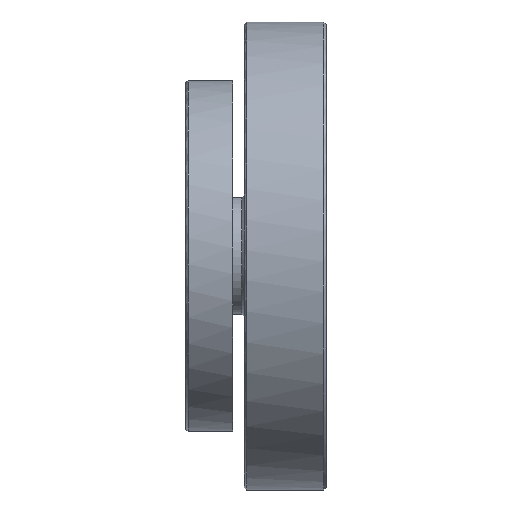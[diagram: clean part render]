
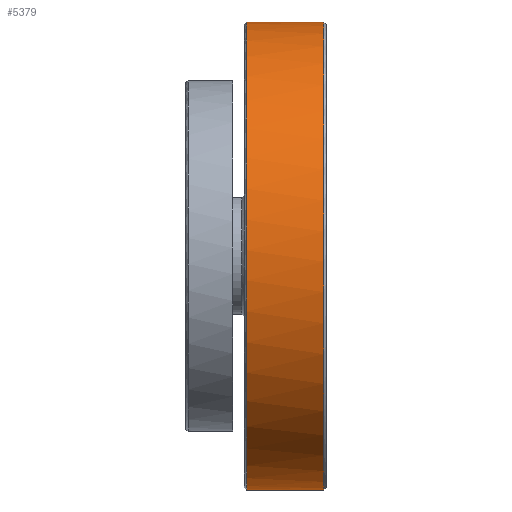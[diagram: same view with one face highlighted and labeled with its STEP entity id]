
A CAD part, left-side view. The second image highlights one B-rep face of the part: STEP entity #5379.
In plain terms, the highlighted free-form (B-spline) face has degree [2, 1] with [5, 2] control points.
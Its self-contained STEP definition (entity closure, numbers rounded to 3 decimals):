
#189 = VERTEX_POINT('',#190);
#190 = CARTESIAN_POINT('',(0.,-3.064,
    -10.566));
#196 = VERTEX_POINT('',#197);
#197 = CARTESIAN_POINT('',(0.,-3.064,10.566));
#237 = VERTEX_POINT('',#238);
#238 = CARTESIAN_POINT('',(0.,0.423,10.566));
#244 = VERTEX_POINT('',#245);
#245 = CARTESIAN_POINT('',(0.,0.423,
    -10.566));
#5358 = EDGE_CURVE('',#189,#244,#5359,.T.);
#5359 = B_SPLINE_CURVE_WITH_KNOTS('',1,(#5360,#5361),.UNSPECIFIED.,.F.,
  .F.,(2,2),(-5.9,-2.6),.PIECEWISE_BEZIER_KNOTS.);
#5360 = CARTESIAN_POINT('',(0.,-3.064,
    -10.566));
#5361 = CARTESIAN_POINT('',(0.,0.423,
    -10.566));
#5364 = EDGE_CURVE('',#196,#237,#5365,.T.);
#5365 = B_SPLINE_CURVE_WITH_KNOTS('',1,(#5366,#5367),.UNSPECIFIED.,.F.,
  .F.,(2,2),(-5.9,-2.6),.PIECEWISE_BEZIER_KNOTS.);
#5366 = CARTESIAN_POINT('',(0.,-3.064,10.566));
#5367 = CARTESIAN_POINT('',(0.,0.423,10.566));
#5379 = ADVANCED_FACE('',(#5380),#5400,.T.);
#5380 = FACE_BOUND('',#5381,.T.);
#5381 = EDGE_LOOP('',(#5382,#5383,#5391,#5392));
#5382 = ORIENTED_EDGE('',*,*,#5358,.F.);
#5383 = ORIENTED_EDGE('',*,*,#5384,.T.);
#5384 = EDGE_CURVE('',#189,#196,#5385,.T.);
#5385 = ( BOUNDED_CURVE() B_SPLINE_CURVE(2,(#5386,#5387,#5388,#5389,
#5390),.UNSPECIFIED.,.F.,.F.) B_SPLINE_CURVE_WITH_KNOTS((3,2,3),(0.,
1.571,3.142),.PIECEWISE_BEZIER_KNOTS.) CURVE() 
GEOMETRIC_REPRESENTATION_ITEM() RATIONAL_B_SPLINE_CURVE((1.,
0.707,1.,0.707,1.)) REPRESENTATION_ITEM('') );
#5386 = CARTESIAN_POINT('',(0.,-3.064,-10.566));
#5387 = CARTESIAN_POINT('',(-10.566,-3.064,
    -10.566));
#5388 = CARTESIAN_POINT('',(-10.566,-3.064,
    0.));
#5389 = CARTESIAN_POINT('',(-10.566,-3.064,
    10.566));
#5390 = CARTESIAN_POINT('',(0.,-3.064,
    10.566));
#5391 = ORIENTED_EDGE('',*,*,#5364,.T.);
#5392 = ORIENTED_EDGE('',*,*,#5393,.T.);
#5393 = EDGE_CURVE('',#237,#244,#5394,.T.);
#5394 = ( BOUNDED_CURVE() B_SPLINE_CURVE(2,(#5395,#5396,#5397,#5398,
#5399),.UNSPECIFIED.,.F.,.F.) B_SPLINE_CURVE_WITH_KNOTS((3,2,3),(0.,
1.571,3.142),.PIECEWISE_BEZIER_KNOTS.) CURVE() 
GEOMETRIC_REPRESENTATION_ITEM() RATIONAL_B_SPLINE_CURVE((1.,
0.707,1.,0.707,1.)) REPRESENTATION_ITEM('') );
#5395 = CARTESIAN_POINT('',(0.,0.423,10.566));
#5396 = CARTESIAN_POINT('',(-10.566,0.423,
    10.566));
#5397 = CARTESIAN_POINT('',(-10.566,0.423,
    0.));
#5398 = CARTESIAN_POINT('',(-10.566,0.423,
    -10.566));
#5399 = CARTESIAN_POINT('',(0.,0.423,
    -10.566));
#5400 = ( BOUNDED_SURFACE() B_SPLINE_SURFACE(2,1,(
    (#5401,#5402)
    ,(#5403,#5404)
    ,(#5405,#5406)
    ,(#5407,#5408)
    ,(#5409,#5410
)),.UNSPECIFIED.,.F.,.F.,.F.) B_SPLINE_SURFACE_WITH_KNOTS((3,2,3),(2,2),
  (3.142,4.712,6.283),(-5.9,-2.6),
.PIECEWISE_BEZIER_KNOTS.) GEOMETRIC_REPRESENTATION_ITEM() 
RATIONAL_B_SPLINE_SURFACE((
    (1.,1.)
    ,(0.707,0.707)
    ,(1.,1.)
    ,(0.707,0.707)
,(1.,1.))) REPRESENTATION_ITEM('') SURFACE() );
#5401 = CARTESIAN_POINT('',(0.,-3.064,
    -10.566));
#5402 = CARTESIAN_POINT('',(0.,0.423,
    -10.566));
#5403 = CARTESIAN_POINT('',(-10.566,-3.064,
    -10.566));
#5404 = CARTESIAN_POINT('',(-10.566,0.423,
    -10.566));
#5405 = CARTESIAN_POINT('',(-10.566,-3.064,
    0.));
#5406 = CARTESIAN_POINT('',(-10.566,0.423,
    0.));
#5407 = CARTESIAN_POINT('',(-10.566,-3.064,
    10.566));
#5408 = CARTESIAN_POINT('',(-10.566,0.423,
    10.566));
#5409 = CARTESIAN_POINT('',(0.,-3.064,
    10.566));
#5410 = CARTESIAN_POINT('',(0.,0.423,
    10.566));
